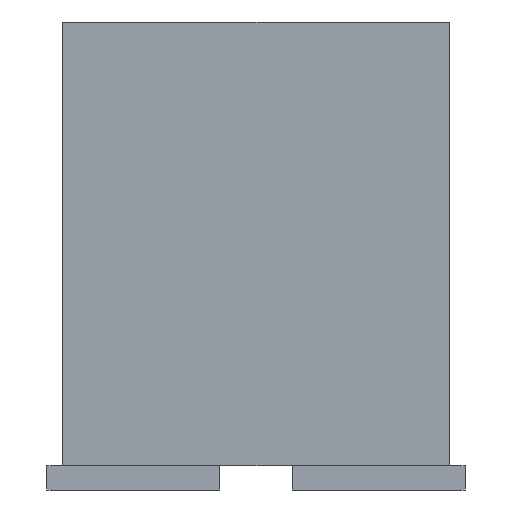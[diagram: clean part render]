
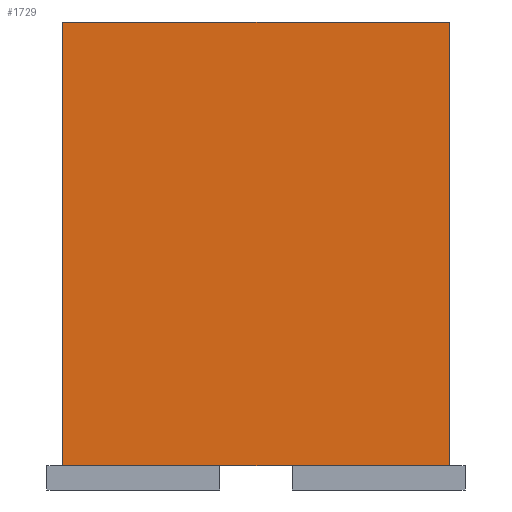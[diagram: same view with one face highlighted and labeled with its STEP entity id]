
A CAD part, front view. The second image highlights one B-rep face of the part: STEP entity #1729.
In plain terms, the highlighted face is planar.
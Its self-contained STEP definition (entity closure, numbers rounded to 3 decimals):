
#115=FACE_OUTER_BOUND('',#225,.T.);
#225=EDGE_LOOP('',(#1395,#1396,#1397,#1398));
#399=LINE('',#2647,#627);
#412=LINE('',#2674,#640);
#415=LINE('',#2680,#643);
#418=LINE('',#2684,#646);
#627=VECTOR('',#2173,10.);
#640=VECTOR('',#2198,10.);
#643=VECTOR('',#2203,10.);
#646=VECTOR('',#2208,10.);
#803=VERTEX_POINT('',#2644);
#804=VERTEX_POINT('',#2646);
#812=VERTEX_POINT('',#2673);
#814=VERTEX_POINT('',#2679);
#999=EDGE_CURVE('',#803,#804,#399,.T.);
#1012=EDGE_CURVE('',#812,#804,#412,.T.);
#1015=EDGE_CURVE('',#814,#812,#415,.T.);
#1018=EDGE_CURVE('',#814,#803,#418,.T.);
#1395=ORIENTED_EDGE('',*,*,#1018,.F.);
#1396=ORIENTED_EDGE('',*,*,#1015,.T.);
#1397=ORIENTED_EDGE('',*,*,#1012,.T.);
#1398=ORIENTED_EDGE('',*,*,#999,.F.);
#1619=PLANE('',#1866);
#1729=ADVANCED_FACE('',(#115),#1619,.T.);
#1866=AXIS2_PLACEMENT_3D('',#2685,#2209,#2210);
#2173=DIRECTION('',(0.,1.,0.));
#2198=DIRECTION('',(0.,0.,1.));
#2203=DIRECTION('',(0.,1.,0.));
#2208=DIRECTION('',(0.,0.,1.));
#2209=DIRECTION('center_axis',(1.,0.,0.));
#2210=DIRECTION('ref_axis',(0.,0.,-1.));
#2644=CARTESIAN_POINT('',(6.35,-3.175,5.84));
#2646=CARTESIAN_POINT('',(6.35,1.905,5.84));
#2647=CARTESIAN_POINT('',(6.35,-3.175,5.84));
#2673=CARTESIAN_POINT('',(6.35,1.905,0.));
#2674=CARTESIAN_POINT('',(6.35,1.905,1.27));
#2679=CARTESIAN_POINT('',(6.35,-3.175,0.));
#2680=CARTESIAN_POINT('',(6.35,1.905,0.));
#2684=CARTESIAN_POINT('',(6.35,-3.175,1.27));
#2685=CARTESIAN_POINT('Origin',(6.35,-0.635,0.635));
